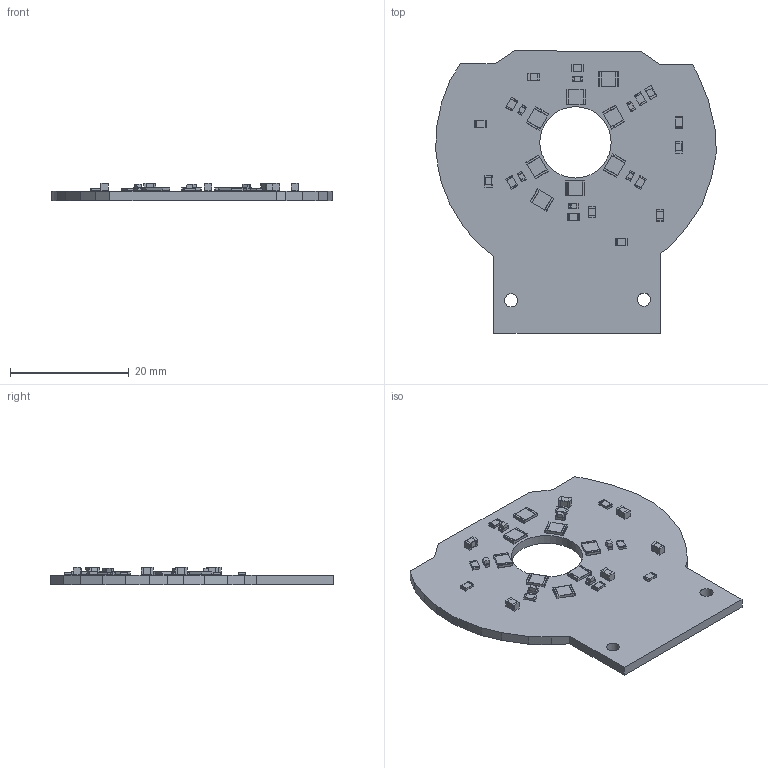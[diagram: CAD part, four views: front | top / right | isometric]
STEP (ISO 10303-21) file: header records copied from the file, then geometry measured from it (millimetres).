
FILE_DESCRIPTION(('KiCad electronic assembly'),'2;1');
FILE_NAME('led_defogger_PCB_with_UV_mounting.step','2021-03-16T10:40:26' ,('An Author'),('A Company'),'Open CASCADE STEP processor 6.9', 'KiCad to STEP converter','Unknown');
FILE_SCHEMA(('AUTOMOTIVE_DESIGN { 1 0 10303 214 1 1 1 1 }'));
Length unit declared in the file: millimetre
Products named in the file (10): Open CASCADE STEP translator 6.9 1; R_0805_2012Metric; SOLID; LED_0603_1608Metric; R_1210_3225Metric; C_0805_2012Metric; COMPOUND
Assembly tree (34 placements, depth 3):
  Open CASCADE STEP translator 6.9 1
    R_0805_2012Metric  x9
      SOLID
    LED_0603_1608Metric  x6
      SOLID
    R_1210_3225Metric  x8
      SOLID
    C_0805_2012Metric  x6
      SOLID
    COMPOUND
Bounding box: 47.2 x 47.55 x 2.9 mm (x, y, z)
Volume: 2733.2 mm3; surface area: 4052.1 mm2
Topology: 30 solids, 30 shells, 942 faces, 2476 edges, 1612 vertices
Faces by surface type: plane 683, cylinder 259
Full cylindrical faces by diameter (mm): 2.2 x2, 12 x1
Entity records: 12011 total; most frequent: CARTESIAN_POINT 1988, DIRECTION 1729, LINE 1137, VECTOR 1137, ORIENTED_EDGE 862, PCURVE 862, DEFINITIONAL_REPRESENTATION 862, EDGE_CURVE 431
